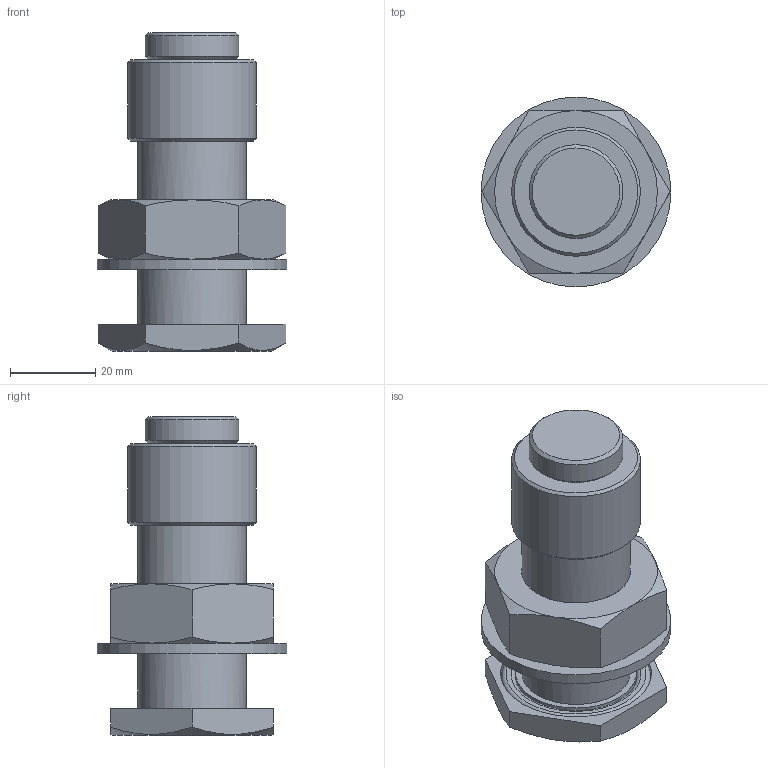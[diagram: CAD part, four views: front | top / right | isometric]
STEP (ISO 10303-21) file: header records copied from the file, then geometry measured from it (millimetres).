
FILE_DESCRIPTION(/* description */ (''),/* implementation_level */ '2;1');
FILE_NAME(/* name */ '2000054a.stp',/* time_stamp */ '2019-07-12T08:10:27-04:00',/* author */ ('Glen_C'),/* organization */ (''),/* preprocessor_version */ 'ST-DEVELOPER v16.13',/* originating_system */ 'Autodesk Inventor 2018',/* authorisation */ '');
FILE_SCHEMA (('AUTOMOTIVE_DESIGN { 1 0 10303 214 3 1 1 }'));
Length unit declared in the file: inch
Products named in the file (1): 2000054_S
Bounding box: 44.45 x 44.45 x 74.6 mm (x, y, z)
Volume: 43534.5 mm3; surface area: 19283.2 mm2
Topology: 1 solids, 1 shells, 85 faces, 180 edges, 110 vertices
Faces by surface type: plane 30, cone 28, cylinder 19, torus 8
Full cylindrical faces by diameter (mm): 15.748 x1, 15.875 x1, 16.256 x1, 17.526 x1, 20.625 x1, 21.971 x1, 24.028 x1, 25.349 x2, 25.4 x2, 28.194 x1, 28.372 x1, 30.15 x1, 34.925 x1, 35.306 x1, 44.45 x1
Entity records: 2825 total; most frequent: CARTESIAN_POINT 1061, DIRECTION 342, ORIENTED_EDGE 280, AXIS2_PLACEMENT_3D 161, EDGE_CURVE 140, EDGE_LOOP 136, VERTEX_POINT 104, STYLED_ITEM 86
